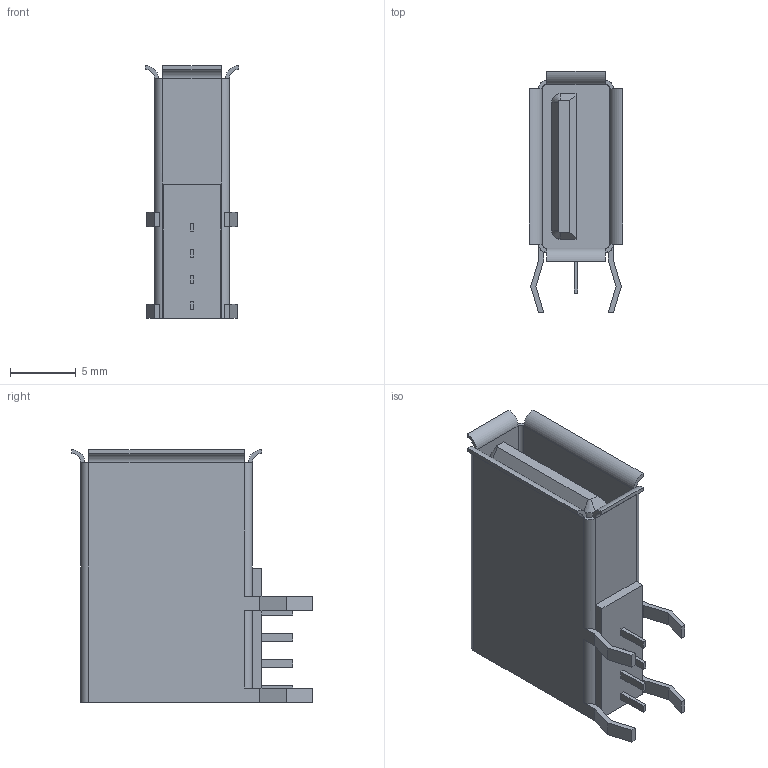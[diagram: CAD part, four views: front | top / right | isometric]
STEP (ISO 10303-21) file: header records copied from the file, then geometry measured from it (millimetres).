
FILE_DESCRIPTION((''),'2;1');
FILE_NAME('824-1-3-XX-XX','2012-03-13T',('cad01'),(''),'PRO/ENGINEER BY PARAMETRIC TECHNOLOGY CORPORATION, 2005110','PRO/ENGINEER BY PARAMETRIC TECHNOLOGY CORPORATION, 2005110','');
FILE_SCHEMA(('CONFIG_CONTROL_DESIGN'));
Length unit declared in the file: millimetre
Products named in the file (1): 824-1-3-XX-XX
Bounding box: 7.12 x 18.38 x 19.3 mm (x, y, z)
Volume: 1081.5 mm3; surface area: 1481.4 mm2
Topology: 1 solids, 1 shells, 109 faces, 312 edges, 210 vertices
Faces by surface type: plane 89, cylinder 18, cone 2
Entity records: 3618 total; most frequent: CARTESIAN_POINT 631, ORIENTED_EDGE 624, DIRECTION 616, EDGE_CURVE 312, VECTOR 226, LINE 226, VERTEX_POINT 210, AXIS2_PLACEMENT_3D 195
